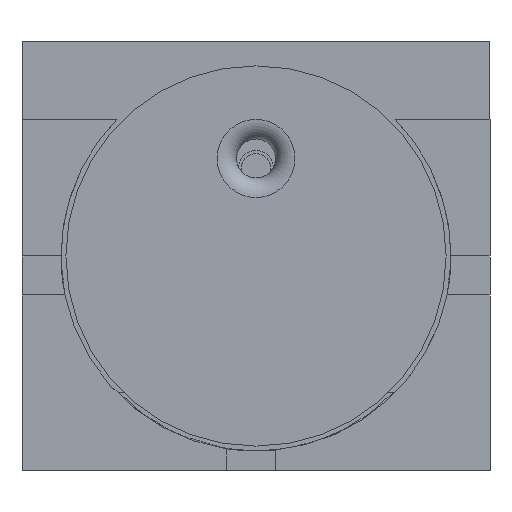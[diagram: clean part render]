
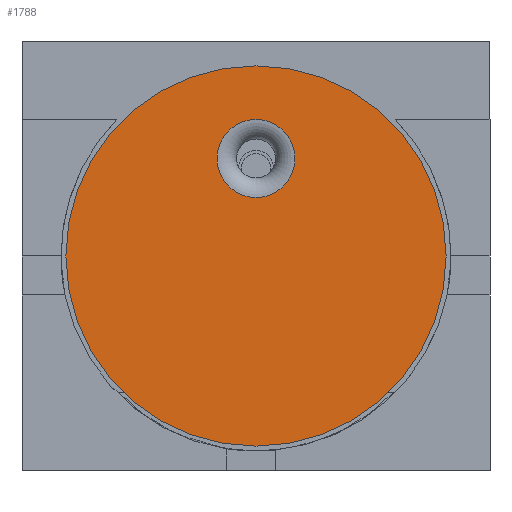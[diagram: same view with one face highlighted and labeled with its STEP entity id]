
A CAD part, front view. The second image highlights one B-rep face of the part: STEP entity #1788.
In plain terms, the highlighted planar face has unit normal (0, -1, 0).
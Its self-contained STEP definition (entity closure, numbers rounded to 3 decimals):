
#60=FACE_BOUND('',#286,.T.);
#96=PLANE('',#1944);
#179=FACE_OUTER_BOUND('',#285,.T.);
#285=EDGE_LOOP('',(#1345));
#286=EDGE_LOOP('',(#1346));
#762=CIRCLE('',#1938,2.);
#767=CIRCLE('',#1945,9.75);
#843=VERTEX_POINT('',#2683);
#847=VERTEX_POINT('',#2695);
#1029=EDGE_CURVE('',#843,#843,#762,.T.);
#1035=EDGE_CURVE('',#847,#847,#767,.T.);
#1345=ORIENTED_EDGE('',*,*,#1035,.T.);
#1346=ORIENTED_EDGE('',*,*,#1029,.F.);
#1788=ADVANCED_FACE('',(#179,#60),#96,.T.);
#1938=AXIS2_PLACEMENT_3D('',#2684,#2177,#2178);
#1944=AXIS2_PLACEMENT_3D('',#2694,#2190,#2191);
#1945=AXIS2_PLACEMENT_3D('',#2696,#2192,#2193);
#2177=DIRECTION('center_axis',(0.,-1.,0.));
#2178=DIRECTION('ref_axis',(1.,0.,0.));
#2190=DIRECTION('center_axis',(0.,-1.,0.));
#2191=DIRECTION('ref_axis',(1.,0.,0.));
#2192=DIRECTION('center_axis',(0.,-1.,0.));
#2193=DIRECTION('ref_axis',(1.,0.,0.));
#2683=CARTESIAN_POINT('',(8.,-8.5,10.));
#2684=CARTESIAN_POINT('Origin',(8.,-8.5,12.));
#2694=CARTESIAN_POINT('Origin',(8.,-8.5,7.));
#2695=CARTESIAN_POINT('',(-1.75,-8.5,7.));
#2696=CARTESIAN_POINT('Origin',(8.,-8.5,7.));
